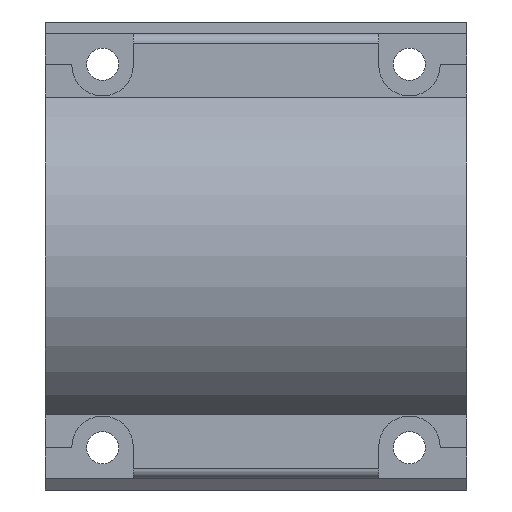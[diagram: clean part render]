
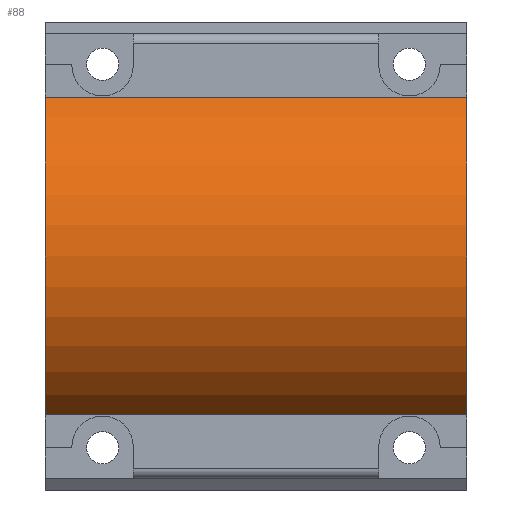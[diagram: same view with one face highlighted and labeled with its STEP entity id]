
A CAD part, front view. The second image highlights one B-rep face of the part: STEP entity #88.
In plain terms, the highlighted cylindrical face has radius 50 mm (diameter 100 mm), a partial arc.
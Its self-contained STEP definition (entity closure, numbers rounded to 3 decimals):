
#88 = ADVANCED_FACE( '', ( #226 ), #227, .T. );
#226 = FACE_OUTER_BOUND( '', #493, .T. );
#227 = CYLINDRICAL_SURFACE( '', #494, 50. );
#493 = EDGE_LOOP( '', ( #875, #876, #877, #878 ) );
#494 = AXIS2_PLACEMENT_3D( '', #879, #880, #881 );
#875 = ORIENTED_EDGE( '', *, *, #1740, .T. );
#876 = ORIENTED_EDGE( '', *, *, #1723, .F. );
#877 = ORIENTED_EDGE( '', *, *, #1719, .F. );
#878 = ORIENTED_EDGE( '', *, *, #1772, .T. );
#879 = CARTESIAN_POINT( '', ( 110., 0., 0. ) );
#880 = DIRECTION( '', ( 1., 0., 0. ) );
#881 = DIRECTION( '', ( 0., 0., 1. ) );
#1719 = EDGE_CURVE( '', #2049, #2004, #2051, .T. );
#1723 = EDGE_CURVE( '', #2004, #2058, #2059, .T. );
#1740 = EDGE_CURVE( '', #2091, #2058, #2092, .T. );
#1772 = EDGE_CURVE( '', #2049, #2091, #2145, .T. );
#2004 = VERTEX_POINT( '', #2513 );
#2049 = VERTEX_POINT( '', #2580 );
#2051 = CIRCLE( '', #2583, 50. );
#2058 = VERTEX_POINT( '', #2592 );
#2059 = LINE( '', #2593, #2594 );
#2091 = VERTEX_POINT( '', #2640 );
#2092 = CIRCLE( '', #2641, 50. );
#2145 = LINE( '', #2719, #2720 );
#2513 = CARTESIAN_POINT( '', ( 110., -28., -41.425 ) );
#2580 = CARTESIAN_POINT( '', ( 110., -28., 41.425 ) );
#2583 = AXIS2_PLACEMENT_3D( '', #3241, #3242, #3243 );
#2592 = CARTESIAN_POINT( '', ( 0., -28., -41.425 ) );
#2593 = CARTESIAN_POINT( '', ( 110., -28., -41.425 ) );
#2594 = VECTOR( '', #3249, 1000. );
#2640 = CARTESIAN_POINT( '', ( 0., -28., 41.425 ) );
#2641 = AXIS2_PLACEMENT_3D( '', #3270, #3271, #3272 );
#2719 = CARTESIAN_POINT( '', ( 110., -28., 41.425 ) );
#2720 = VECTOR( '', #3316, 1000. );
#3241 = CARTESIAN_POINT( '', ( 110., 0., 0. ) );
#3242 = DIRECTION( '', ( 1., 0., 0. ) );
#3243 = DIRECTION( '', ( 0., 0., -1. ) );
#3249 = DIRECTION( '', ( -1., 0., 0. ) );
#3270 = CARTESIAN_POINT( '', ( 0., 0., 0. ) );
#3271 = DIRECTION( '', ( 1., 0., 0. ) );
#3272 = DIRECTION( '', ( 0., 0., -1. ) );
#3316 = DIRECTION( '', ( -1., 0., 0. ) );
